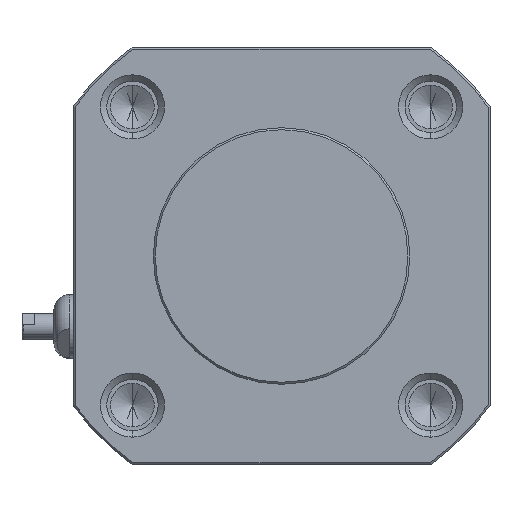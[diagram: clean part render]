
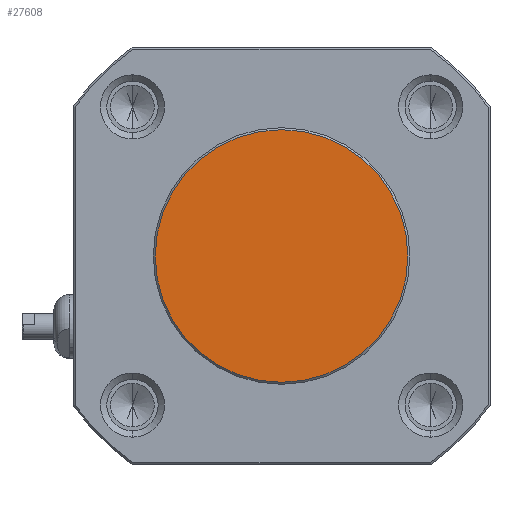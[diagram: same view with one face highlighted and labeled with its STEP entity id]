
A CAD part, left-side view. The second image highlights one B-rep face of the part: STEP entity #27608.
In plain terms, the highlighted planar face has unit normal (-1, 0, 0).
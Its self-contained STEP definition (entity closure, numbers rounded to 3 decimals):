
#291 = DIRECTION ( 'NONE',  ( 0., 0., -1. ) ) ;
#481 = CARTESIAN_POINT ( 'NONE',  ( 0., 20., 0. ) ) ;
#2555 = CARTESIAN_POINT ( 'NONE',  ( 0., 0., 19.7 ) ) ;
#3814 = VERTEX_POINT ( 'NONE', #35851 ) ;
#5048 = EDGE_CURVE ( 'NONE', #33656, #3814, #7589, .T. ) ;
#6067 = DIRECTION ( 'NONE',  ( 1., 0., 0. ) ) ;
#7589 = CIRCLE ( 'NONE', #35825, 19.7 ) ;
#13989 = DIRECTION ( 'NONE',  ( 0., 0., -1. ) ) ;
#14239 = EDGE_CURVE ( 'NONE', #3814, #33656, #23858, .T. ) ;
#14555 = DIRECTION ( 'NONE',  ( -1., 0., 0. ) ) ;
#14753 = ORIENTED_EDGE ( 'NONE', *, *, #14239, .T. ) ;
#17206 = AXIS2_PLACEMENT_3D ( 'NONE', #25927, #14555, #13989 ) ;
#17980 = FACE_OUTER_BOUND ( 'NONE', #26133, .T. ) ;
#20131 = DIRECTION ( 'NONE',  ( 0., 0., -1. ) ) ;
#20688 = DIRECTION ( 'NONE',  ( -1., 0., 0. ) ) ;
#23858 = CIRCLE ( 'NONE', #17206, 19.7 ) ;
#24540 = ORIENTED_EDGE ( 'NONE', *, *, #5048, .T. ) ;
#25909 = CARTESIAN_POINT ( 'NONE',  ( 0., 0., 0. ) ) ;
#25927 = CARTESIAN_POINT ( 'NONE',  ( 0., 0., 0. ) ) ;
#26133 = EDGE_LOOP ( 'NONE', ( #14753, #24540 ) ) ;
#27608 = ADVANCED_FACE ( 'NONE', ( #17980 ), #35836, .F. ) ;
#33656 = VERTEX_POINT ( 'NONE', #2555 ) ;
#35554 = AXIS2_PLACEMENT_3D ( 'NONE', #481, #6067, #291 ) ;
#35825 = AXIS2_PLACEMENT_3D ( 'NONE', #25909, #20688, #20131 ) ;
#35836 = PLANE ( 'NONE',  #35554 ) ;
#35851 = CARTESIAN_POINT ( 'NONE',  ( 0., 0., -19.7 ) ) ;
